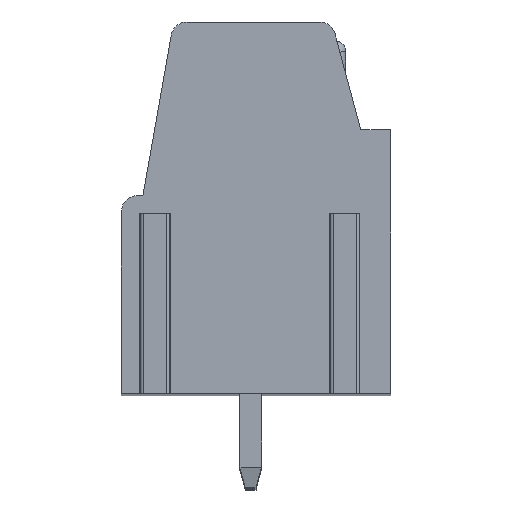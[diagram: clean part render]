
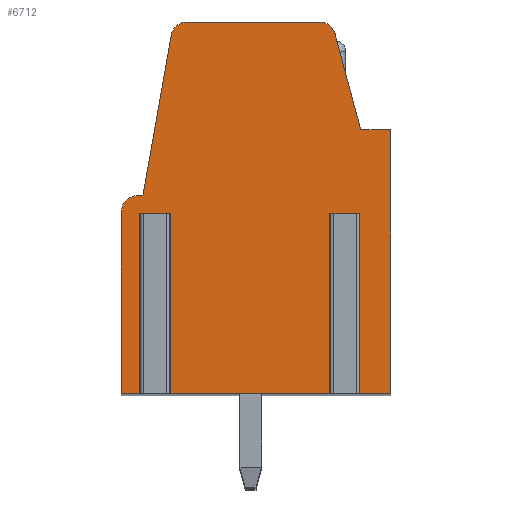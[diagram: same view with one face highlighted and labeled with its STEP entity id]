
A CAD part, top view. The second image highlights one B-rep face of the part: STEP entity #6712.
In plain terms, the highlighted planar face has unit normal (0, 0, 1).
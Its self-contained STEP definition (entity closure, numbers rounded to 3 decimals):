
#13=DIRECTION('',(-1.,0.,0.));
#14=VECTOR('',#13,0.62);
#15=CARTESIAN_POINT('',(3.61,-0.65,48.26));
#16=LINE('',#15,#14);
#17=DIRECTION('',(0.,1.,0.));
#18=VECTOR('',#17,6.7);
#19=CARTESIAN_POINT('',(2.99,-7.35,48.26));
#20=LINE('',#19,#18);
#21=DIRECTION('',(1.,0.,0.));
#22=VECTOR('',#21,6.43);
#23=CARTESIAN_POINT('',(-3.44,-7.35,48.26));
#24=LINE('',#23,#22);
#25=DIRECTION('',(0.,1.,0.));
#26=VECTOR('',#25,6.7);
#27=CARTESIAN_POINT('',(-3.44,-7.35,48.26));
#28=LINE('',#27,#26);
#29=DIRECTION('',(-1.,0.,0.));
#30=VECTOR('',#29,0.62);
#31=CARTESIAN_POINT('',(-3.44,-0.65,48.26));
#32=LINE('',#31,#30);
#33=DIRECTION('',(0.,1.,0.));
#34=VECTOR('',#33,6.7);
#35=CARTESIAN_POINT('',(-4.06,-7.35,48.26));
#36=LINE('',#35,#34);
#37=DIRECTION('',(1.,0.,0.));
#38=VECTOR('',#37,0.94);
#39=CARTESIAN_POINT('',(-5.,-7.35,48.26));
#40=LINE('',#39,#38);
#41=DIRECTION('',(0.,-1.,0.));
#42=VECTOR('',#41,6.75);
#43=CARTESIAN_POINT('',(-5.,-0.6,48.26));
#44=LINE('',#43,#42);
#45=CARTESIAN_POINT('',(-4.4,-0.6,48.26));
#46=DIRECTION('',(0.,0.,1.));
#47=DIRECTION('',(0.,1.,0.));
#48=AXIS2_PLACEMENT_3D('',#45,#46,#47);
#50=DIRECTION('',(-1.,0.,0.));
#51=VECTOR('',#50,0.2);
#52=CARTESIAN_POINT('',(-4.2,0.,48.26));
#53=LINE('',#52,#51);
#54=DIRECTION('',(-0.174,-0.985,0.));
#55=VECTOR('',#54,6.046);
#56=CARTESIAN_POINT('',(-3.15,5.954,48.26));
#57=LINE('',#56,#55);
#58=CARTESIAN_POINT('',(-2.559,5.85,48.26));
#59=DIRECTION('',(0.,0.,1.));
#60=DIRECTION('',(0.,1.,0.));
#61=AXIS2_PLACEMENT_3D('',#58,#59,#60);
#63=DIRECTION('',(-1.,0.,0.));
#64=VECTOR('',#63,4.917);
#65=CARTESIAN_POINT('',(2.358,6.45,48.26));
#66=LINE('',#65,#64);
#67=CARTESIAN_POINT('',(2.358,5.85,48.26));
#68=DIRECTION('',(0.,0.,1.));
#69=DIRECTION('',(0.966,0.259,0.));
#70=AXIS2_PLACEMENT_3D('',#67,#68,#69);
#72=DIRECTION('',(-0.259,0.966,0.));
#73=VECTOR('',#72,3.681);
#74=CARTESIAN_POINT('',(3.89,2.45,48.26));
#75=LINE('',#74,#73);
#76=DIRECTION('',(-1.,0.,0.));
#77=VECTOR('',#76,1.11);
#78=CARTESIAN_POINT('',(5.,2.45,48.26));
#79=LINE('',#78,#77);
#80=DIRECTION('',(0.,1.,0.));
#81=VECTOR('',#80,9.8);
#82=CARTESIAN_POINT('',(5.,-7.35,48.26));
#83=LINE('',#82,#81);
#84=DIRECTION('',(1.,0.,0.));
#85=VECTOR('',#84,1.39);
#86=CARTESIAN_POINT('',(3.61,-7.35,48.26));
#87=LINE('',#86,#85);
#88=DIRECTION('',(0.,1.,0.));
#89=VECTOR('',#88,6.7);
#90=CARTESIAN_POINT('',(3.61,-7.35,48.26));
#91=LINE('',#90,#89);
#5291=CARTESIAN_POINT('',(-5.,-0.6,48.26));
#5292=CARTESIAN_POINT('',(-5.,-7.35,48.26));
#5293=VERTEX_POINT('',#5291);
#5294=VERTEX_POINT('',#5292);
#5295=CARTESIAN_POINT('',(5.,-7.35,48.26));
#5296=CARTESIAN_POINT('',(5.,2.45,48.26));
#5297=VERTEX_POINT('',#5295);
#5298=VERTEX_POINT('',#5296);
#5299=CARTESIAN_POINT('',(3.89,2.45,48.26));
#5300=VERTEX_POINT('',#5299);
#5301=CARTESIAN_POINT('',(2.937,6.005,48.26));
#5302=VERTEX_POINT('',#5301);
#5303=CARTESIAN_POINT('',(2.358,6.45,48.26));
#5304=VERTEX_POINT('',#5303);
#5305=CARTESIAN_POINT('',(-2.559,6.45,48.26));
#5306=VERTEX_POINT('',#5305);
#5307=CARTESIAN_POINT('',(-3.15,5.954,48.26));
#5308=VERTEX_POINT('',#5307);
#5309=CARTESIAN_POINT('',(-4.2,0.,48.26));
#5310=VERTEX_POINT('',#5309);
#5311=CARTESIAN_POINT('',(-4.4,0.,48.26));
#5312=VERTEX_POINT('',#5311);
#5431=CARTESIAN_POINT('',(3.61,-0.65,48.26));
#5432=CARTESIAN_POINT('',(2.99,-0.65,48.26));
#5433=VERTEX_POINT('',#5431);
#5434=VERTEX_POINT('',#5432);
#5435=CARTESIAN_POINT('',(-3.44,-0.65,48.26));
#5436=CARTESIAN_POINT('',(-4.06,-0.65,48.26));
#5437=VERTEX_POINT('',#5435);
#5438=VERTEX_POINT('',#5436);
#5439=CARTESIAN_POINT('',(-4.06,-7.35,48.26));
#5440=VERTEX_POINT('',#5439);
#5441=CARTESIAN_POINT('',(-3.44,-7.35,48.26));
#5442=VERTEX_POINT('',#5441);
#5443=CARTESIAN_POINT('',(3.61,-7.35,48.26));
#5444=VERTEX_POINT('',#5443);
#5445=CARTESIAN_POINT('',(2.99,-7.35,48.26));
#5446=VERTEX_POINT('',#5445);
#6667=CARTESIAN_POINT('',(0.,0.,48.26));
#6668=DIRECTION('',(0.,0.,1.));
#6669=DIRECTION('',(1.,0.,0.));
#6670=AXIS2_PLACEMENT_3D('',#6667,#6668,#6669);
#6671=PLANE('',#6670);
#6673=ORIENTED_EDGE('',*,*,#6672,.T.);
#6675=ORIENTED_EDGE('',*,*,#6674,.F.);
#6677=ORIENTED_EDGE('',*,*,#6676,.F.);
#6679=ORIENTED_EDGE('',*,*,#6678,.T.);
#6681=ORIENTED_EDGE('',*,*,#6680,.T.);
#6683=ORIENTED_EDGE('',*,*,#6682,.F.);
#6685=ORIENTED_EDGE('',*,*,#6684,.F.);
#6687=ORIENTED_EDGE('',*,*,#6686,.F.);
#6689=ORIENTED_EDGE('',*,*,#6688,.F.);
#6691=ORIENTED_EDGE('',*,*,#6690,.F.);
#6693=ORIENTED_EDGE('',*,*,#6692,.F.);
#6695=ORIENTED_EDGE('',*,*,#6694,.F.);
#6697=ORIENTED_EDGE('',*,*,#6696,.F.);
#6699=ORIENTED_EDGE('',*,*,#6698,.F.);
#6701=ORIENTED_EDGE('',*,*,#6700,.F.);
#6703=ORIENTED_EDGE('',*,*,#6702,.F.);
#6705=ORIENTED_EDGE('',*,*,#6704,.F.);
#6707=ORIENTED_EDGE('',*,*,#6706,.F.);
#6709=ORIENTED_EDGE('',*,*,#6708,.T.);
#6710=EDGE_LOOP('',(#6673,#6675,#6677,#6679,#6681,#6683,#6685,#6687,#6689,#6691,
#6693,#6695,#6697,#6699,#6701,#6703,#6705,#6707,#6709));
#6711=FACE_OUTER_BOUND('',#6710,.F.);
#49=CIRCLE('',#48,0.6);
#62=CIRCLE('',#61,0.6);
#71=CIRCLE('',#70,0.6);
#6672=EDGE_CURVE('',#5433,#5434,#16,.T.);
#6674=EDGE_CURVE('',#5446,#5434,#20,.T.);
#6676=EDGE_CURVE('',#5442,#5446,#24,.T.);
#6678=EDGE_CURVE('',#5442,#5437,#28,.T.);
#6680=EDGE_CURVE('',#5437,#5438,#32,.T.);
#6682=EDGE_CURVE('',#5440,#5438,#36,.T.);
#6684=EDGE_CURVE('',#5294,#5440,#40,.T.);
#6686=EDGE_CURVE('',#5293,#5294,#44,.T.);
#6688=EDGE_CURVE('',#5312,#5293,#49,.T.);
#6690=EDGE_CURVE('',#5310,#5312,#53,.T.);
#6692=EDGE_CURVE('',#5308,#5310,#57,.T.);
#6694=EDGE_CURVE('',#5306,#5308,#62,.T.);
#6696=EDGE_CURVE('',#5304,#5306,#66,.T.);
#6698=EDGE_CURVE('',#5302,#5304,#71,.T.);
#6700=EDGE_CURVE('',#5300,#5302,#75,.T.);
#6702=EDGE_CURVE('',#5298,#5300,#79,.T.);
#6704=EDGE_CURVE('',#5297,#5298,#83,.T.);
#6706=EDGE_CURVE('',#5444,#5297,#87,.T.);
#6708=EDGE_CURVE('',#5444,#5433,#91,.T.);
#6712=ADVANCED_FACE('',(#6711),#6671,.T.);
